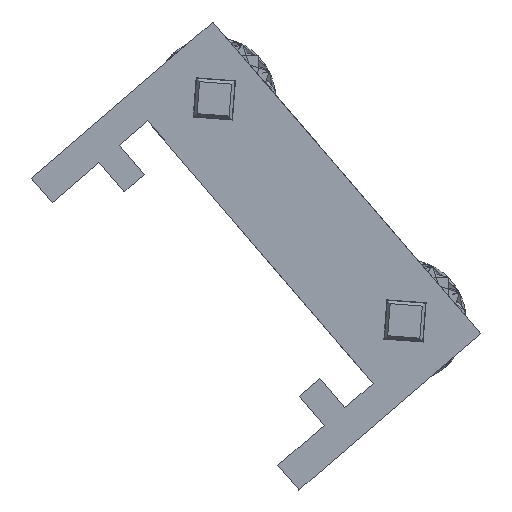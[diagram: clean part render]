
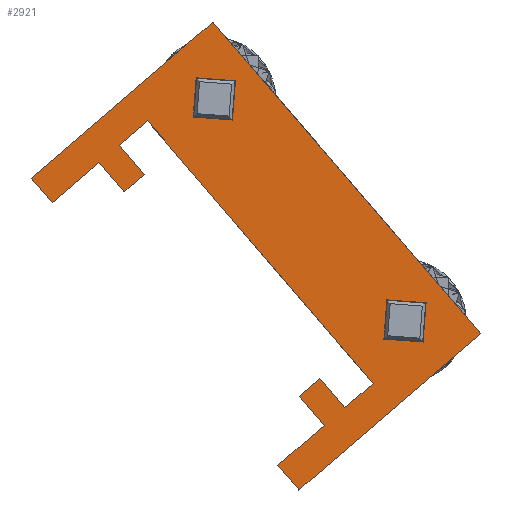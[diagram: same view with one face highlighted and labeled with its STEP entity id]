
A CAD part, front view. The second image highlights one B-rep face of the part: STEP entity #2921.
In plain terms, the highlighted face is planar.
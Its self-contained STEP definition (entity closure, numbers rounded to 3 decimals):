
#303=LINE('',#5499,#526);
#315=LINE('',#5526,#538);
#317=LINE('',#5530,#540);
#319=LINE('',#5534,#542);
#321=LINE('',#5539,#544);
#324=LINE('',#5544,#547);
#326=LINE('',#5548,#549);
#327=LINE('',#5551,#550);
#330=LINE('',#5556,#553);
#331=LINE('',#5559,#554);
#334=LINE('',#5564,#557);
#336=LINE('',#5568,#559);
#338=LINE('',#5572,#561);
#339=LINE('',#5574,#562);
#340=LINE('',#5575,#563);
#341=LINE('',#5576,#564);
#526=VECTOR('',#4024,10.);
#538=VECTOR('',#4042,10.);
#540=VECTOR('',#4046,10.);
#542=VECTOR('',#4050,10.);
#544=VECTOR('',#4054,10.);
#547=VECTOR('',#4059,10.);
#549=VECTOR('',#4063,10.);
#550=VECTOR('',#4066,10.);
#553=VECTOR('',#4071,10.);
#554=VECTOR('',#4074,10.);
#557=VECTOR('',#4079,10.);
#559=VECTOR('',#4083,10.);
#561=VECTOR('',#4087,10.);
#562=VECTOR('',#4090,10.);
#563=VECTOR('',#4091,10.);
#564=VECTOR('',#4092,10.);
#703=PLANE('',#3268);
#775=FACE_BOUND('',#1123,.T.);
#776=FACE_BOUND('',#1124,.T.);
#938=FACE_OUTER_BOUND('',#1122,.T.);
#1122=EDGE_LOOP('',(#2724,#2725,#2726,#2727,#2728,#2729,#2730,#2731,#2732,
#2733,#2734,#2735,#2736,#2737,#2738,#2739));
#1123=EDGE_LOOP('',(#2740));
#1124=EDGE_LOOP('',(#2741));
#1220=CIRCLE('',#3238,1.225);
#1222=CIRCLE('',#3241,1.225);
#1454=VERTEX_POINT('',#5427);
#1456=VERTEX_POINT('',#5432);
#1476=VERTEX_POINT('',#5496);
#1477=VERTEX_POINT('',#5498);
#1485=VERTEX_POINT('',#5522);
#1486=VERTEX_POINT('',#5524);
#1487=VERTEX_POINT('',#5528);
#1488=VERTEX_POINT('',#5532);
#1489=VERTEX_POINT('',#5536);
#1490=VERTEX_POINT('',#5538);
#1491=VERTEX_POINT('',#5542);
#1492=VERTEX_POINT('',#5546);
#1493=VERTEX_POINT('',#5550);
#1494=VERTEX_POINT('',#5554);
#1495=VERTEX_POINT('',#5558);
#1496=VERTEX_POINT('',#5562);
#1497=VERTEX_POINT('',#5566);
#1498=VERTEX_POINT('',#5570);
#1852=EDGE_CURVE('',#1454,#1454,#1220,.T.);
#1854=EDGE_CURVE('',#1456,#1456,#1222,.T.);
#1878=EDGE_CURVE('',#1476,#1477,#303,.T.);
#1891=EDGE_CURVE('',#1485,#1486,#315,.T.);
#1893=EDGE_CURVE('',#1485,#1487,#317,.T.);
#1895=EDGE_CURVE('',#1488,#1486,#319,.T.);
#1897=EDGE_CURVE('',#1489,#1490,#321,.T.);
#1900=EDGE_CURVE('',#1491,#1489,#324,.T.);
#1902=EDGE_CURVE('',#1490,#1492,#326,.T.);
#1903=EDGE_CURVE('',#1493,#1487,#327,.T.);
#1906=EDGE_CURVE('',#1494,#1491,#330,.T.);
#1907=EDGE_CURVE('',#1492,#1495,#331,.T.);
#1910=EDGE_CURVE('',#1495,#1496,#334,.T.);
#1912=EDGE_CURVE('',#1488,#1497,#336,.T.);
#1914=EDGE_CURVE('',#1498,#1497,#338,.T.);
#1915=EDGE_CURVE('',#1477,#1498,#339,.T.);
#1916=EDGE_CURVE('',#1476,#1496,#340,.T.);
#1917=EDGE_CURVE('',#1493,#1494,#341,.T.);
#2724=ORIENTED_EDGE('',*,*,#1915,.F.);
#2725=ORIENTED_EDGE('',*,*,#1878,.F.);
#2726=ORIENTED_EDGE('',*,*,#1916,.T.);
#2727=ORIENTED_EDGE('',*,*,#1910,.F.);
#2728=ORIENTED_EDGE('',*,*,#1907,.F.);
#2729=ORIENTED_EDGE('',*,*,#1902,.F.);
#2730=ORIENTED_EDGE('',*,*,#1897,.F.);
#2731=ORIENTED_EDGE('',*,*,#1900,.F.);
#2732=ORIENTED_EDGE('',*,*,#1906,.F.);
#2733=ORIENTED_EDGE('',*,*,#1917,.F.);
#2734=ORIENTED_EDGE('',*,*,#1903,.T.);
#2735=ORIENTED_EDGE('',*,*,#1893,.F.);
#2736=ORIENTED_EDGE('',*,*,#1891,.T.);
#2737=ORIENTED_EDGE('',*,*,#1895,.F.);
#2738=ORIENTED_EDGE('',*,*,#1912,.T.);
#2739=ORIENTED_EDGE('',*,*,#1914,.F.);
#2740=ORIENTED_EDGE('',*,*,#1852,.T.);
#2741=ORIENTED_EDGE('',*,*,#1854,.T.);
#2921=ADVANCED_FACE('',(#938,#775,#776),#703,.T.);
#3238=AXIS2_PLACEMENT_3D('',#5428,#3979,#3980);
#3241=AXIS2_PLACEMENT_3D('',#5433,#3985,#3986);
#3268=AXIS2_PLACEMENT_3D('',#5573,#4088,#4089);
#3979=DIRECTION('center_axis',(0.,-1.,0.));
#3980=DIRECTION('ref_axis',(1.,0.,0.));
#3985=DIRECTION('center_axis',(0.,-1.,0.));
#3986=DIRECTION('ref_axis',(1.,0.,0.));
#4024=DIRECTION('',(-1.,0.,0.));
#4042=DIRECTION('',(0.,0.,-1.));
#4046=DIRECTION('',(-1.,0.,0.));
#4050=DIRECTION('',(1.,0.,0.));
#4054=DIRECTION('',(0.,0.,-1.));
#4059=DIRECTION('',(-1.,0.,0.));
#4063=DIRECTION('',(1.,0.,0.));
#4066=DIRECTION('',(0.,0.,-1.));
#4071=DIRECTION('',(0.,0.,-1.));
#4074=DIRECTION('',(0.,0.,-1.));
#4079=DIRECTION('',(1.,0.,0.));
#4083=DIRECTION('',(0.,0.,-1.));
#4087=DIRECTION('',(1.,0.,0.));
#4088=DIRECTION('center_axis',(0.,1.,0.));
#4089=DIRECTION('ref_axis',(-1.,0.,0.));
#4090=DIRECTION('',(0.,0.,-1.));
#4091=DIRECTION('',(0.,0.,-1.));
#4092=DIRECTION('',(1.,0.,0.));
#5427=CARTESIAN_POINT('',(-5.215,4.03,2.859));
#5428=CARTESIAN_POINT('Origin',(-6.44,4.03,2.859));
#5432=CARTESIAN_POINT('',(7.665,4.03,2.859));
#5433=CARTESIAN_POINT('Origin',(6.44,4.03,2.859));
#5496=CARTESIAN_POINT('',(9.045,4.03,5.02));
#5498=CARTESIAN_POINT('',(-9.045,4.03,5.02));
#5499=CARTESIAN_POINT('',(-9.045,4.03,5.02));
#5522=CARTESIAN_POINT('',(-5.925,4.03,-1.64));
#5524=CARTESIAN_POINT('',(-5.925,4.03,-2.83));
#5526=CARTESIAN_POINT('',(-5.925,4.03,-1.64));
#5528=CARTESIAN_POINT('',(-7.615,4.03,-1.64));
#5530=CARTESIAN_POINT('',(-5.925,4.03,-1.64));
#5532=CARTESIAN_POINT('',(-7.615,4.03,-2.83));
#5534=CARTESIAN_POINT('',(-5.925,4.03,-2.83));
#5536=CARTESIAN_POINT('',(5.925,4.03,-1.64));
#5538=CARTESIAN_POINT('',(5.925,4.03,-2.83));
#5539=CARTESIAN_POINT('',(5.925,4.03,-1.64));
#5542=CARTESIAN_POINT('',(7.615,4.03,-1.64));
#5544=CARTESIAN_POINT('',(7.615,4.03,-1.64));
#5546=CARTESIAN_POINT('',(7.615,4.03,-2.83));
#5548=CARTESIAN_POINT('',(7.615,4.03,-2.83));
#5550=CARTESIAN_POINT('',(-7.615,4.03,0.));
#5551=CARTESIAN_POINT('',(-7.615,4.03,0.));
#5554=CARTESIAN_POINT('',(7.615,4.03,0.));
#5556=CARTESIAN_POINT('',(7.615,4.03,0.));
#5558=CARTESIAN_POINT('',(7.615,4.03,-5.53));
#5559=CARTESIAN_POINT('',(7.615,4.03,0.));
#5562=CARTESIAN_POINT('',(9.045,4.03,-5.53));
#5564=CARTESIAN_POINT('',(7.615,4.03,-5.53));
#5566=CARTESIAN_POINT('',(-7.615,4.03,-5.53));
#5568=CARTESIAN_POINT('',(-7.615,4.03,0.));
#5570=CARTESIAN_POINT('',(-9.045,4.03,-5.53));
#5572=CARTESIAN_POINT('',(-9.045,4.03,-5.53));
#5573=CARTESIAN_POINT('Origin',(9.045,4.03,0.));
#5574=CARTESIAN_POINT('',(-9.045,4.03,0.));
#5575=CARTESIAN_POINT('',(9.045,4.03,0.));
#5576=CARTESIAN_POINT('',(-9.045,4.03,0.));
